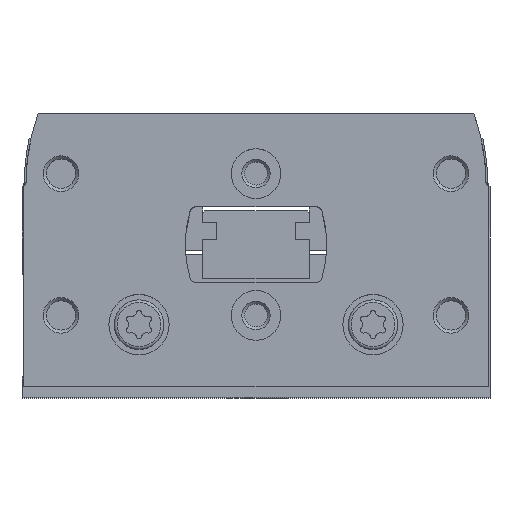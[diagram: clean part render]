
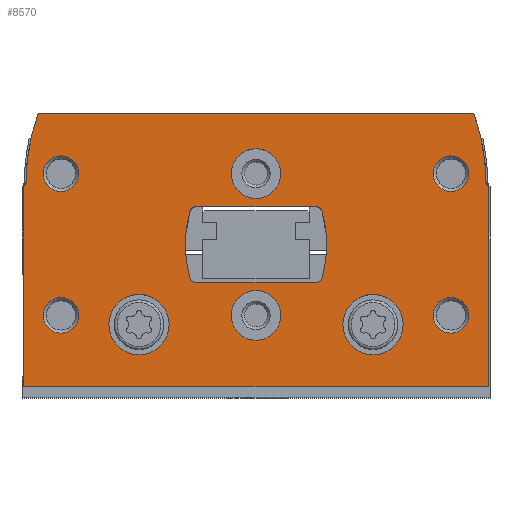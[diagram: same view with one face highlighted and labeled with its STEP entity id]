
A CAD part, top view. The second image highlights one B-rep face of the part: STEP entity #8570.
In plain terms, the highlighted planar face has unit normal (0, 0, 1).
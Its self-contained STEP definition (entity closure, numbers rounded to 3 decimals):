
#426=LINE('',#13258,#932);
#431=LINE('',#13268,#937);
#449=LINE('',#13314,#955);
#455=LINE('',#13326,#961);
#468=LINE('',#13392,#974);
#470=LINE('',#13396,#976);
#471=LINE('',#13422,#977);
#472=LINE('',#13442,#978);
#932=VECTOR('',#10860,1000.);
#937=VECTOR('',#10867,1000.);
#955=VECTOR('',#10903,1000.);
#961=VECTOR('',#10913,1000.);
#974=VECTOR('',#10964,1000.);
#976=VECTOR('',#10970,1000.);
#977=VECTOR('',#10997,1000.);
#978=VECTOR('',#11018,1000.);
#1234=PLANE('',#9276);
#2348=ORIENTED_EDGE('',*,*,#3898,.F.);
#2349=ORIENTED_EDGE('',*,*,#3899,.F.);
#2350=ORIENTED_EDGE('',*,*,#3900,.T.);
#2351=ORIENTED_EDGE('',*,*,#3901,.T.);
#2352=ORIENTED_EDGE('',*,*,#3902,.T.);
#2353=ORIENTED_EDGE('',*,*,#3903,.T.);
#2354=ORIENTED_EDGE('',*,*,#3904,.T.);
#2355=ORIENTED_EDGE('',*,*,#3905,.T.);
#2356=ORIENTED_EDGE('',*,*,#3865,.F.);
#2357=ORIENTED_EDGE('',*,*,#3881,.F.);
#2358=ORIENTED_EDGE('',*,*,#3877,.F.);
#2359=ORIENTED_EDGE('',*,*,#3874,.F.);
#2360=ORIENTED_EDGE('',*,*,#3906,.F.);
#2361=ORIENTED_EDGE('',*,*,#3907,.F.);
#2362=ORIENTED_EDGE('',*,*,#3908,.F.);
#2363=ORIENTED_EDGE('',*,*,#3868,.F.);
#2364=ORIENTED_EDGE('',*,*,#3852,.T.);
#2365=ORIENTED_EDGE('',*,*,#3846,.T.);
#2366=ORIENTED_EDGE('',*,*,#3884,.T.);
#2367=ORIENTED_EDGE('',*,*,#3817,.T.);
#2368=ORIENTED_EDGE('',*,*,#3822,.T.);
#2369=ORIENTED_EDGE('',*,*,#3826,.T.);
#2370=ORIENTED_EDGE('',*,*,#3897,.T.);
#2371=ORIENTED_EDGE('',*,*,#3858,.T.);
#3817=EDGE_CURVE('',#4687,#4686,#426,.T.);
#3822=EDGE_CURVE('',#4686,#4690,#431,.T.);
#3826=EDGE_CURVE('',#4690,#4692,#5198,.T.);
#3846=EDGE_CURVE('',#4707,#4709,#449,.T.);
#3852=EDGE_CURVE('',#4713,#4707,#455,.T.);
#3858=EDGE_CURVE('',#4718,#4713,#5204,.T.);
#3865=EDGE_CURVE('',#4722,#4723,#5207,.T.);
#3868=EDGE_CURVE('',#4723,#4724,#5208,.T.);
#3874=EDGE_CURVE('',#4728,#4729,#5211,.T.);
#3877=EDGE_CURVE('',#4729,#4731,#5212,.T.);
#3881=EDGE_CURVE('',#4731,#4722,#468,.T.);
#3884=EDGE_CURVE('',#4709,#4687,#470,.T.);
#3897=EDGE_CURVE('',#4692,#4718,#471,.T.);
#3898=EDGE_CURVE('',#4744,#4744,#5228,.T.);
#3899=EDGE_CURVE('',#4745,#4745,#5229,.T.);
#3900=EDGE_CURVE('',#4746,#4746,#5230,.T.);
#3901=EDGE_CURVE('',#4747,#4747,#5231,.T.);
#3902=EDGE_CURVE('',#4748,#4748,#5232,.T.);
#3903=EDGE_CURVE('',#4749,#4749,#5233,.T.);
#3904=EDGE_CURVE('',#4750,#4750,#5234,.T.);
#3905=EDGE_CURVE('',#4751,#4751,#5235,.T.);
#3906=EDGE_CURVE('',#4752,#4728,#5236,.T.);
#3907=EDGE_CURVE('',#4753,#4752,#472,.T.);
#3908=EDGE_CURVE('',#4724,#4753,#5237,.T.);
#4686=VERTEX_POINT('',#13257);
#4687=VERTEX_POINT('',#13259);
#4690=VERTEX_POINT('',#13267);
#4692=VERTEX_POINT('',#13274);
#4707=VERTEX_POINT('',#13308);
#4709=VERTEX_POINT('',#13313);
#4713=VERTEX_POINT('',#13324);
#4718=VERTEX_POINT('',#13339);
#4722=VERTEX_POINT('',#13353);
#4723=VERTEX_POINT('',#13355);
#4724=VERTEX_POINT('',#13363);
#4728=VERTEX_POINT('',#13376);
#4729=VERTEX_POINT('',#13378);
#4731=VERTEX_POINT('',#13387);
#4744=VERTEX_POINT('',#13425);
#4745=VERTEX_POINT('',#13427);
#4746=VERTEX_POINT('',#13429);
#4747=VERTEX_POINT('',#13431);
#4748=VERTEX_POINT('',#13433);
#4749=VERTEX_POINT('',#13435);
#4750=VERTEX_POINT('',#13437);
#4751=VERTEX_POINT('',#13439);
#4752=VERTEX_POINT('',#13441);
#4753=VERTEX_POINT('',#13443);
#5198=CIRCLE('',#9233,30.);
#5204=CIRCLE('',#9245,30.);
#5207=CIRCLE('',#9249,1.);
#5208=CIRCLE('',#9251,16.);
#5211=CIRCLE('',#9255,16.);
#5212=CIRCLE('',#9257,1.);
#5228=CIRCLE('',#9277,4.25);
#5229=CIRCLE('',#9278,4.25);
#5230=CIRCLE('',#9279,3.5);
#5231=CIRCLE('',#9280,3.5);
#5232=CIRCLE('',#9281,2.5);
#5233=CIRCLE('',#9282,2.5);
#5234=CIRCLE('',#9283,2.5);
#5235=CIRCLE('',#9284,2.5);
#5236=CIRCLE('',#9285,1.);
#5237=CIRCLE('',#9286,1.);
#5761=EDGE_LOOP('',(#2348));
#5762=EDGE_LOOP('',(#2349));
#5763=EDGE_LOOP('',(#2350));
#5764=EDGE_LOOP('',(#2351));
#5765=EDGE_LOOP('',(#2352));
#5766=EDGE_LOOP('',(#2353));
#5767=EDGE_LOOP('',(#2354));
#5768=EDGE_LOOP('',(#2355));
#5769=EDGE_LOOP('',(#2356,#2357,#2358,#2359,#2360,#2361,#2362,#2363));
#5770=EDGE_LOOP('',(#2364,#2365,#2366,#2367,#2368,#2369,#2370,#2371));
#6415=FACE_BOUND('',#5761,.T.);
#6416=FACE_BOUND('',#5762,.T.);
#6417=FACE_BOUND('',#5763,.T.);
#6418=FACE_BOUND('',#5764,.T.);
#6419=FACE_BOUND('',#5765,.T.);
#6420=FACE_BOUND('',#5766,.T.);
#6421=FACE_BOUND('',#5767,.T.);
#6422=FACE_BOUND('',#5768,.T.);
#6423=FACE_BOUND('',#5769,.T.);
#6424=FACE_BOUND('',#5770,.T.);
#8570=ADVANCED_FACE('',(#6415,#6416,#6417,#6418,#6419,#6420,#6421,#6422,
#6423,#6424),#1234,.T.);
#9233=AXIS2_PLACEMENT_3D('',#13275,#10874,#10875);
#9245=AXIS2_PLACEMENT_3D('',#13338,#10924,#10925);
#9249=AXIS2_PLACEMENT_3D('',#13354,#10935,#10936);
#9251=AXIS2_PLACEMENT_3D('',#13362,#10940,#10941);
#9255=AXIS2_PLACEMENT_3D('',#13377,#10950,#10951);
#9257=AXIS2_PLACEMENT_3D('',#13386,#10955,#10956);
#9276=AXIS2_PLACEMENT_3D('',#13423,#10998,#10999);
#9277=AXIS2_PLACEMENT_3D('',#13424,#11000,#11001);
#9278=AXIS2_PLACEMENT_3D('',#13426,#11002,#11003);
#9279=AXIS2_PLACEMENT_3D('',#13428,#11004,#11005);
#9280=AXIS2_PLACEMENT_3D('',#13430,#11006,#11007);
#9281=AXIS2_PLACEMENT_3D('',#13432,#11008,#11009);
#9282=AXIS2_PLACEMENT_3D('',#13434,#11010,#11011);
#9283=AXIS2_PLACEMENT_3D('',#13436,#11012,#11013);
#9284=AXIS2_PLACEMENT_3D('',#13438,#11014,#11015);
#9285=AXIS2_PLACEMENT_3D('',#13440,#11016,#11017);
#9286=AXIS2_PLACEMENT_3D('',#13444,#11019,#11020);
#10860=DIRECTION('',(0.,1.,0.));
#10867=DIRECTION('',(-0.866,0.5,0.));
#10874=DIRECTION('',(0.,0.,1.));
#10875=DIRECTION('',(1.,0.,0.));
#10903=DIRECTION('',(0.,-1.,0.));
#10913=DIRECTION('',(-0.866,-0.5,0.));
#10924=DIRECTION('',(0.,0.,1.));
#10925=DIRECTION('',(1.,0.,0.));
#10935=DIRECTION('',(0.,0.,1.));
#10936=DIRECTION('',(1.,0.,0.));
#10940=DIRECTION('',(0.,0.,1.));
#10941=DIRECTION('',(1.,0.,0.));
#10950=DIRECTION('',(0.,0.,1.));
#10951=DIRECTION('',(1.,0.,0.));
#10955=DIRECTION('',(0.,0.,1.));
#10956=DIRECTION('',(1.,0.,0.));
#10964=DIRECTION('',(-1.,0.,0.));
#10970=DIRECTION('',(1.,0.,0.));
#10997=DIRECTION('',(-1.,0.,0.));
#10998=DIRECTION('',(0.,0.,1.));
#10999=DIRECTION('',(1.,0.,0.));
#11000=DIRECTION('',(0.,0.,1.));
#11001=DIRECTION('',(1.,0.,0.));
#11002=DIRECTION('',(0.,0.,1.));
#11003=DIRECTION('',(1.,0.,0.));
#11004=DIRECTION('',(0.,0.,-1.));
#11005=DIRECTION('',(-1.,0.,0.));
#11006=DIRECTION('',(0.,0.,-1.));
#11007=DIRECTION('',(-1.,0.,0.));
#11008=DIRECTION('',(0.,0.,-1.));
#11009=DIRECTION('',(-1.,0.,0.));
#11010=DIRECTION('',(0.,0.,-1.));
#11011=DIRECTION('',(-1.,0.,0.));
#11012=DIRECTION('',(0.,0.,-1.));
#11013=DIRECTION('',(-1.,0.,0.));
#11014=DIRECTION('',(0.,0.,-1.));
#11015=DIRECTION('',(-1.,0.,0.));
#11016=DIRECTION('',(0.,0.,1.));
#11017=DIRECTION('',(1.,0.,0.));
#11018=DIRECTION('',(1.,0.,0.));
#11019=DIRECTION('',(0.,0.,1.));
#11020=DIRECTION('',(1.,0.,0.));
#13257=CARTESIAN_POINT('',(32.75,28.327,0.));
#13258=CARTESIAN_POINT('',(32.75,0.,0.));
#13259=CARTESIAN_POINT('',(32.75,0.,0.));
#13267=CARTESIAN_POINT('',(32.45,28.5,0.));
#13268=CARTESIAN_POINT('',(32.75,28.327,0.));
#13274=CARTESIAN_POINT('',(30.734,38.5,0.));
#13275=CARTESIAN_POINT('',(2.45,28.5,0.));
#13308=CARTESIAN_POINT('',(-32.75,28.327,0.));
#13313=CARTESIAN_POINT('',(-32.75,0.,0.));
#13314=CARTESIAN_POINT('',(-32.75,28.327,0.));
#13324=CARTESIAN_POINT('',(-32.45,28.5,0.));
#13326=CARTESIAN_POINT('',(-32.45,28.5,0.));
#13338=CARTESIAN_POINT('',(-2.45,28.5,0.));
#13339=CARTESIAN_POINT('',(-30.734,38.5,0.));
#13353=CARTESIAN_POINT('',(-8.355,25.4,0.));
#13354=CARTESIAN_POINT('',(-8.355,24.4,0.));
#13355=CARTESIAN_POINT('',(-9.312,24.69,0.));
#13362=CARTESIAN_POINT('',(6.,20.05,0.));
#13363=CARTESIAN_POINT('',(-9.312,15.41,0.));
#13376=CARTESIAN_POINT('',(9.312,15.41,0.));
#13377=CARTESIAN_POINT('',(-6.,20.05,0.));
#13378=CARTESIAN_POINT('',(9.312,24.69,0.));
#13386=CARTESIAN_POINT('',(8.355,24.4,0.));
#13387=CARTESIAN_POINT('',(8.355,25.4,0.));
#13392=CARTESIAN_POINT('',(8.355,25.4,0.));
#13396=CARTESIAN_POINT('',(-32.75,0.,0.));
#13422=CARTESIAN_POINT('',(30.734,38.5,0.));
#13423=CARTESIAN_POINT('',(2.45,28.5,0.));
#13424=CARTESIAN_POINT('',(-16.5,8.75,0.));
#13425=CARTESIAN_POINT('',(-12.25,8.75,0.));
#13426=CARTESIAN_POINT('',(16.5,8.75,0.));
#13427=CARTESIAN_POINT('',(20.75,8.75,0.));
#13428=CARTESIAN_POINT('',(0.,10.05,0.));
#13429=CARTESIAN_POINT('',(-3.5,10.05,0.));
#13430=CARTESIAN_POINT('',(0.,30.05,0.));
#13431=CARTESIAN_POINT('',(-3.5,30.05,0.));
#13432=CARTESIAN_POINT('',(27.5,10.05,0.));
#13433=CARTESIAN_POINT('',(25.,10.05,0.));
#13434=CARTESIAN_POINT('',(-27.5,10.05,0.));
#13435=CARTESIAN_POINT('',(-30.,10.05,0.));
#13436=CARTESIAN_POINT('',(-27.5,30.05,0.));
#13437=CARTESIAN_POINT('',(-30.,30.05,0.));
#13438=CARTESIAN_POINT('',(27.5,30.05,0.));
#13439=CARTESIAN_POINT('',(25.,30.05,0.));
#13440=CARTESIAN_POINT('',(8.355,15.7,0.));
#13441=CARTESIAN_POINT('',(8.355,14.7,0.));
#13442=CARTESIAN_POINT('',(-8.355,14.7,0.));
#13443=CARTESIAN_POINT('',(-8.355,14.7,0.));
#13444=CARTESIAN_POINT('',(-8.355,15.7,0.));
